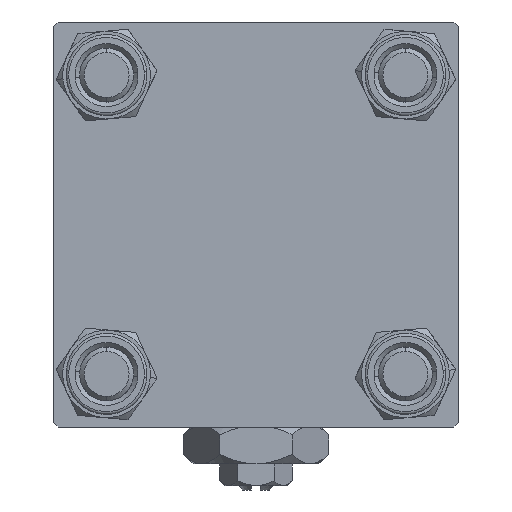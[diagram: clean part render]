
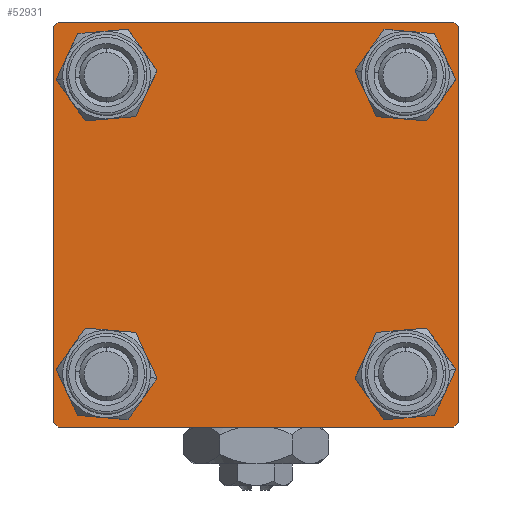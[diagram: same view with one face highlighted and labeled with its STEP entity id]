
A CAD part, left-side view. The second image highlights one B-rep face of the part: STEP entity #52931.
In plain terms, the highlighted planar face has unit normal (-1, 0, 0).
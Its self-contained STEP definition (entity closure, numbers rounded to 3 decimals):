
#477 = AXIS2_PLACEMENT_3D ( 'NONE', #9833, #23877, #42541 ) ;
#816 = CARTESIAN_POINT ( 'NONE',  ( 0., -16.6, 13.1 ) ) ;
#1242 = VERTEX_POINT ( 'NONE', #24014 ) ;
#1608 = CARTESIAN_POINT ( 'NONE',  ( 0., -22., -22.5 ) ) ;
#1853 = EDGE_LOOP ( 'NONE', ( #51305, #57758 ) ) ;
#2664 = CARTESIAN_POINT ( 'NONE',  ( 0., 22.25, 22.25 ) ) ;
#3242 = CIRCLE ( 'NONE', #35456, 3.5 ) ;
#3319 = EDGE_LOOP ( 'NONE', ( #13895, #18560 ) ) ;
#3469 = ORIENTED_EDGE ( 'NONE', *, *, #15467, .T. ) ;
#3492 = CARTESIAN_POINT ( 'NONE',  ( 0., 16.6, -13.1 ) ) ;
#4366 = VECTOR ( 'NONE', #47602, 1000. ) ;
#5047 = ORIENTED_EDGE ( 'NONE', *, *, #55513, .T. ) ;
#5130 = CARTESIAN_POINT ( 'NONE',  ( 0., -22.25, 22.25 ) ) ;
#5469 = FACE_BOUND ( 'NONE', #3319, .T. ) ;
#6064 = DIRECTION ( 'NONE',  ( -1., 0., 0. ) ) ;
#6098 = CARTESIAN_POINT ( 'NONE',  ( 0., -16.6, -16.6 ) ) ;
#8887 = EDGE_CURVE ( 'NONE', #44694, #57100, #26353, .T. ) ;
#8968 = ORIENTED_EDGE ( 'NONE', *, *, #51040, .T. ) ;
#9265 = EDGE_CURVE ( 'NONE', #16260, #54754, #48816, .T. ) ;
#9833 = CARTESIAN_POINT ( 'NONE',  ( 0., 16.6, 16.6 ) ) ;
#10049 = VECTOR ( 'NONE', #29995, 1000. ) ;
#10388 = EDGE_CURVE ( 'NONE', #1242, #54171, #54689, .T. ) ;
#10621 = CARTESIAN_POINT ( 'NONE',  ( 0., -16.6, -13.1 ) ) ;
#10659 = ORIENTED_EDGE ( 'NONE', *, *, #8887, .T. ) ;
#10837 = CARTESIAN_POINT ( 'NONE',  ( 0., 22.5, 22. ) ) ;
#10955 = CARTESIAN_POINT ( 'NONE',  ( 0., 0., 0. ) ) ;
#11360 = DIRECTION ( 'NONE',  ( 0., 0., 1. ) ) ;
#12070 = CARTESIAN_POINT ( 'NONE',  ( 0., 22., -22.5 ) ) ;
#12920 = VECTOR ( 'NONE', #34499, 1000. ) ;
#13895 = ORIENTED_EDGE ( 'NONE', *, *, #10388, .T. ) ;
#14574 = CARTESIAN_POINT ( 'NONE',  ( 0., -16.6, 16.6 ) ) ;
#15042 = CARTESIAN_POINT ( 'NONE',  ( 0., -22.5, 22.5 ) ) ;
#15348 = EDGE_CURVE ( 'NONE', #44330, #32279, #46072, .T. ) ;
#15467 = EDGE_CURVE ( 'NONE', #40703, #38179, #54314, .T. ) ;
#15546 = FACE_BOUND ( 'NONE', #37174, .T. ) ;
#15576 = DIRECTION ( 'NONE',  ( 0., 0., 1. ) ) ;
#15657 = AXIS2_PLACEMENT_3D ( 'NONE', #58616, #25927, #58316 ) ;
#16240 = CARTESIAN_POINT ( 'NONE',  ( 0., 16.6, 16.6 ) ) ;
#16260 = VERTEX_POINT ( 'NONE', #19549 ) ;
#16334 = VERTEX_POINT ( 'NONE', #35706 ) ;
#17322 = AXIS2_PLACEMENT_3D ( 'NONE', #53207, #57198, #20224 ) ;
#17537 = VERTEX_POINT ( 'NONE', #27492 ) ;
#17583 = CARTESIAN_POINT ( 'NONE',  ( 0., 22.5, 22.5 ) ) ;
#18560 = ORIENTED_EDGE ( 'NONE', *, *, #55857, .T. ) ;
#19215 = DIRECTION ( 'NONE',  ( 0., 0., 1. ) ) ;
#19549 = CARTESIAN_POINT ( 'NONE',  ( 0., 22., 22.5 ) ) ;
#20224 = DIRECTION ( 'NONE',  ( 0., 0., 1. ) ) ;
#20894 = CIRCLE ( 'NONE', #55021, 3.5 ) ;
#21305 = ORIENTED_EDGE ( 'NONE', *, *, #24982, .T. ) ;
#21786 = DIRECTION ( 'NONE',  ( 0., 0., 1. ) ) ;
#21830 = DIRECTION ( 'NONE',  ( 1., 0., 0. ) ) ;
#22042 = EDGE_CURVE ( 'NONE', #16334, #38179, #29689, .T. ) ;
#22157 = VECTOR ( 'NONE', #39333, 1000. ) ;
#22336 = EDGE_LOOP ( 'NONE', ( #21305, #41695 ) ) ;
#22943 = CARTESIAN_POINT ( 'NONE',  ( 0., 22.25, -22.25 ) ) ;
#23326 = EDGE_CURVE ( 'NONE', #17537, #38032, #55634, .T. ) ;
#23481 = AXIS2_PLACEMENT_3D ( 'NONE', #14574, #21830, #30428 ) ;
#23877 = DIRECTION ( 'NONE',  ( 1., 0., 0. ) ) ;
#24014 = CARTESIAN_POINT ( 'NONE',  ( 0., -16.6, 20.1 ) ) ;
#24096 = FACE_OUTER_BOUND ( 'NONE', #25073, .T. ) ;
#24982 = EDGE_CURVE ( 'NONE', #32279, #44330, #20894, .T. ) ;
#25073 = EDGE_LOOP ( 'NONE', ( #8968, #53583, #5047, #3469, #27461, #52895, #55232, #45303 ) ) ;
#25927 = DIRECTION ( 'NONE',  ( 1., 0., 0. ) ) ;
#26353 = CIRCLE ( 'NONE', #15657, 3.5 ) ;
#26448 = DIRECTION ( 'NONE',  ( 0., -1., 0. ) ) ;
#27461 = ORIENTED_EDGE ( 'NONE', *, *, #22042, .F. ) ;
#27492 = CARTESIAN_POINT ( 'NONE',  ( 0., 22.5, -22. ) ) ;
#27584 = DIRECTION ( 'NONE',  ( 1., 0., 0. ) ) ;
#28092 = EDGE_CURVE ( 'NONE', #16334, #52986, #56747, .T. ) ;
#28646 = DIRECTION ( 'NONE',  ( 0., -1., 0. ) ) ;
#28688 = PLANE ( 'NONE',  #50559 ) ;
#28793 = AXIS2_PLACEMENT_3D ( 'NONE', #52503, #30202, #56785 ) ;
#29561 = CARTESIAN_POINT ( 'NONE',  ( 0., 22.5, 22.5 ) ) ;
#29689 = LINE ( 'NONE', #15042, #10049 ) ;
#29995 = DIRECTION ( 'NONE',  ( 0., 0., -1. ) ) ;
#30202 = DIRECTION ( 'NONE',  ( 1., 0., 0. ) ) ;
#30428 = DIRECTION ( 'NONE',  ( 0., 0., 1. ) ) ;
#32170 = VERTEX_POINT ( 'NONE', #36297 ) ;
#32279 = VERTEX_POINT ( 'NONE', #10621 ) ;
#32373 = EDGE_CURVE ( 'NONE', #16260, #52986, #59428, .T. ) ;
#34147 = LINE ( 'NONE', #29561, #22157 ) ;
#34174 = FACE_BOUND ( 'NONE', #1853, .T. ) ;
#34388 = AXIS2_PLACEMENT_3D ( 'NONE', #6098, #37886, #15576 ) ;
#34499 = DIRECTION ( 'NONE',  ( 0., -0.707, 0.707 ) ) ;
#35456 = AXIS2_PLACEMENT_3D ( 'NONE', #16240, #58089, #11360 ) ;
#35706 = CARTESIAN_POINT ( 'NONE',  ( 0., -22.5, 22. ) ) ;
#35753 = EDGE_CURVE ( 'NONE', #32170, #48232, #3242, .T. ) ;
#36101 = DIRECTION ( 'NONE',  ( 0., -0.707, -0.707 ) ) ;
#36174 = CARTESIAN_POINT ( 'NONE',  ( 0., -22.5, -22. ) ) ;
#36297 = CARTESIAN_POINT ( 'NONE',  ( 0., 16.6, 13.1 ) ) ;
#36447 = CIRCLE ( 'NONE', #28793, 3.5 ) ;
#37174 = EDGE_LOOP ( 'NONE', ( #10659, #50271 ) ) ;
#37886 = DIRECTION ( 'NONE',  ( 1., 0., 0. ) ) ;
#38032 = VERTEX_POINT ( 'NONE', #12070 ) ;
#38179 = VERTEX_POINT ( 'NONE', #36174 ) ;
#38744 = CARTESIAN_POINT ( 'NONE',  ( 0., 16.6, -20.1 ) ) ;
#39199 = EDGE_CURVE ( 'NONE', #48232, #32170, #44290, .T. ) ;
#39333 = DIRECTION ( 'NONE',  ( 0., 0., -1. ) ) ;
#39354 = DIRECTION ( 'NONE',  ( 0., 0.707, -0.707 ) ) ;
#39501 = EDGE_CURVE ( 'NONE', #57100, #44694, #36447, .T. ) ;
#39702 = CARTESIAN_POINT ( 'NONE',  ( 0., -22.25, -22.25 ) ) ;
#40703 = VERTEX_POINT ( 'NONE', #1608 ) ;
#41670 = CARTESIAN_POINT ( 'NONE',  ( 0., -16.6, -16.6 ) ) ;
#41695 = ORIENTED_EDGE ( 'NONE', *, *, #15348, .T. ) ;
#42541 = DIRECTION ( 'NONE',  ( 0., 0., 1. ) ) ;
#43056 = CARTESIAN_POINT ( 'NONE',  ( 0., 16.6, 20.1 ) ) ;
#44290 = CIRCLE ( 'NONE', #477, 3.5 ) ;
#44330 = VERTEX_POINT ( 'NONE', #54577 ) ;
#44694 = VERTEX_POINT ( 'NONE', #3492 ) ;
#44743 = LINE ( 'NONE', #47593, #46760 ) ;
#45303 = ORIENTED_EDGE ( 'NONE', *, *, #9265, .T. ) ;
#46072 = CIRCLE ( 'NONE', #34388, 3.5 ) ;
#46760 = VECTOR ( 'NONE', #28646, 1000. ) ;
#47593 = CARTESIAN_POINT ( 'NONE',  ( 0., 22.5, -22.5 ) ) ;
#47602 = DIRECTION ( 'NONE',  ( 0., 0.707, 0.707 ) ) ;
#48232 = VERTEX_POINT ( 'NONE', #43056 ) ;
#48816 = LINE ( 'NONE', #2664, #52749 ) ;
#50271 = ORIENTED_EDGE ( 'NONE', *, *, #39501, .T. ) ;
#50559 = AXIS2_PLACEMENT_3D ( 'NONE', #10955, #6064, #19215 ) ;
#51040 = EDGE_CURVE ( 'NONE', #54754, #17537, #34147, .T. ) ;
#51305 = ORIENTED_EDGE ( 'NONE', *, *, #39199, .T. ) ;
#51376 = VECTOR ( 'NONE', #26448, 1000. ) ;
#51591 = FACE_BOUND ( 'NONE', #22336, .T. ) ;
#52201 = CARTESIAN_POINT ( 'NONE',  ( 0., -22., 22.5 ) ) ;
#52503 = CARTESIAN_POINT ( 'NONE',  ( 0., 16.6, -16.6 ) ) ;
#52749 = VECTOR ( 'NONE', #39354, 1000. ) ;
#52895 = ORIENTED_EDGE ( 'NONE', *, *, #28092, .T. ) ;
#52931 = ADVANCED_FACE ( 'NONE', ( #5469, #51591, #15546, #34174, #24096 ), #28688, .T. ) ;
#52986 = VERTEX_POINT ( 'NONE', #52201 ) ;
#53207 = CARTESIAN_POINT ( 'NONE',  ( 0., -16.6, 16.6 ) ) ;
#53583 = ORIENTED_EDGE ( 'NONE', *, *, #23326, .T. ) ;
#54171 = VERTEX_POINT ( 'NONE', #816 ) ;
#54314 = LINE ( 'NONE', #39702, #12920 ) ;
#54577 = CARTESIAN_POINT ( 'NONE',  ( 0., -16.6, -20.1 ) ) ;
#54689 = CIRCLE ( 'NONE', #23481, 3.5 ) ;
#54754 = VERTEX_POINT ( 'NONE', #10837 ) ;
#55021 = AXIS2_PLACEMENT_3D ( 'NONE', #41670, #27584, #21786 ) ;
#55232 = ORIENTED_EDGE ( 'NONE', *, *, #32373, .F. ) ;
#55513 = EDGE_CURVE ( 'NONE', #38032, #40703, #44743, .T. ) ;
#55634 = LINE ( 'NONE', #22943, #57932 ) ;
#55857 = EDGE_CURVE ( 'NONE', #54171, #1242, #60275, .T. ) ;
#56747 = LINE ( 'NONE', #5130, #4366 ) ;
#56785 = DIRECTION ( 'NONE',  ( 0., 0., 1. ) ) ;
#57100 = VERTEX_POINT ( 'NONE', #38744 ) ;
#57198 = DIRECTION ( 'NONE',  ( 1., 0., 0. ) ) ;
#57758 = ORIENTED_EDGE ( 'NONE', *, *, #35753, .T. ) ;
#57932 = VECTOR ( 'NONE', #36101, 1000. ) ;
#58089 = DIRECTION ( 'NONE',  ( 1., 0., 0. ) ) ;
#58316 = DIRECTION ( 'NONE',  ( 0., 0., 1. ) ) ;
#58616 = CARTESIAN_POINT ( 'NONE',  ( 0., 16.6, -16.6 ) ) ;
#59428 = LINE ( 'NONE', #17583, #51376 ) ;
#60275 = CIRCLE ( 'NONE', #17322, 3.5 ) ;
